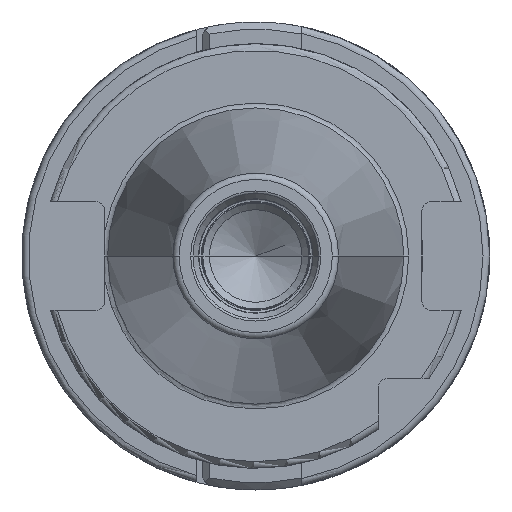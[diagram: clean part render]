
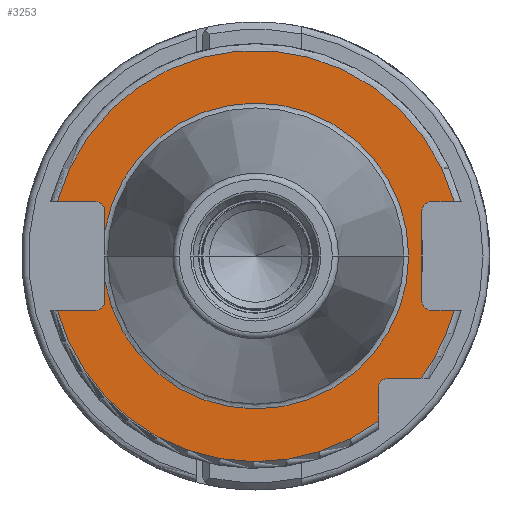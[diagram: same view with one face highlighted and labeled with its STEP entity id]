
A CAD part, left-side view. The second image highlights one B-rep face of the part: STEP entity #3253.
In plain terms, the highlighted planar face has unit normal (-1, 0, 0).
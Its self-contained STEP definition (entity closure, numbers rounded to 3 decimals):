
#105=CARTESIAN_POINT('',(3.2,22.55,-3.842));
#117=CARTESIAN_POINT('',(3.2,0.,0.));
#118=DIRECTION('',(-1.,0.,0.));
#119=DIRECTION('',(0.,0.986,-0.168));
#120=AXIS2_PLACEMENT_3D('',#117,#118,#119);
#142=CARTESIAN_POINT('',(3.2,23.9,-6.75));
#143=DIRECTION('',(1.,0.,0.));
#144=DIRECTION('',(0.,-1.,0.));
#145=AXIS2_PLACEMENT_3D('',#142,#143,#144);
#199=CARTESIAN_POINT('',(3.2,23.9,6.75));
#200=DIRECTION('',(1.,0.,0.));
#201=DIRECTION('',(0.,0.,1.));
#202=AXIS2_PLACEMENT_3D('',#199,#200,#201);
#244=CARTESIAN_POINT('',(3.2,-26.2,6.75));
#245=DIRECTION('',(1.,0.,0.));
#246=DIRECTION('',(0.,1.,0.));
#247=AXIS2_PLACEMENT_3D('',#244,#245,#246);
#898=CARTESIAN_POINT('',(3.2,-26.2,-6.75));
#899=DIRECTION('',(1.,0.,0.));
#900=DIRECTION('',(0.,0.,-1.));
#901=AXIS2_PLACEMENT_3D('',#898,#899,#900);
#965=DIRECTION('',(0.,0.,-1.));
#966=VECTOR('',#965,2.908);
#967=CARTESIAN_POINT('',(3.2,22.55,6.75));
#968=LINE('',#967,#966);
#969=DIRECTION('',(0.,-1.,0.));
#970=VECTOR('',#969,5.777);
#971=CARTESIAN_POINT('',(3.2,29.677,8.1));
#972=LINE('',#971,#970);
#973=CARTESIAN_POINT('',(3.2,0.,0.));
#974=DIRECTION('',(1.,0.,0.));
#975=DIRECTION('',(0.,0.965,0.263));
#976=AXIS2_PLACEMENT_3D('',#973,#974,#975);
#978=DIRECTION('',(0.,1.,0.));
#979=VECTOR('',#978,3.477);
#980=CARTESIAN_POINT('',(3.2,-29.677,8.1));
#981=LINE('',#980,#979);
#982=DIRECTION('',(0.,0.,1.));
#983=VECTOR('',#982,13.5);
#984=CARTESIAN_POINT('',(3.2,-24.85,-6.75));
#985=LINE('',#984,#983);
#986=DIRECTION('',(0.,1.,0.));
#987=VECTOR('',#986,3.477);
#988=CARTESIAN_POINT('',(3.2,-29.677,-8.1));
#989=LINE('',#988,#987);
#990=CARTESIAN_POINT('',(3.2,0.,0.));
#991=DIRECTION('',(-1.,0.,0.));
#992=DIRECTION('',(0.,-0.803,-0.597));
#993=AXIS2_PLACEMENT_3D('',#990,#991,#992);
#995=DIRECTION('',(0.,-1.,0.));
#996=VECTOR('',#995,4.99);
#997=CARTESIAN_POINT('',(3.2,-19.7,-18.35));
#998=LINE('',#997,#996);
#999=DIRECTION('',(0.,0.,1.));
#1000=VECTOR('',#999,4.99);
#1001=CARTESIAN_POINT('',(3.2,-18.35,-24.69));
#1002=LINE('',#1001,#1000);
#1003=CARTESIAN_POINT('',(3.2,0.,0.));
#1004=DIRECTION('',(-1.,0.,0.));
#1005=DIRECTION('',(0.,0.965,-0.263));
#1006=AXIS2_PLACEMENT_3D('',#1003,#1004,#1005);
#1008=DIRECTION('',(0.,-1.,0.));
#1009=VECTOR('',#1008,5.777);
#1010=CARTESIAN_POINT('',(3.2,29.677,-8.1));
#1011=LINE('',#1010,#1009);
#1012=DIRECTION('',(0.,0.,-1.));
#1013=VECTOR('',#1012,2.908);
#1014=CARTESIAN_POINT('',(3.2,22.55,-3.842));
#1015=LINE('',#1014,#1013);
#1025=CARTESIAN_POINT('',(3.2,29.677,8.1));
#1032=CARTESIAN_POINT('',(3.2,-29.677,8.1));
#1452=CARTESIAN_POINT('',(3.2,29.677,-8.1));
#1488=CARTESIAN_POINT('',(3.2,-29.677,-8.1));
#1515=CARTESIAN_POINT('',(3.2,-19.7,-19.7));
#1516=DIRECTION('',(1.,0.,0.));
#1517=DIRECTION('',(0.,1.,0.));
#1518=AXIS2_PLACEMENT_3D('',#1515,#1516,#1517);
#1586=CARTESIAN_POINT('',(3.2,22.55,3.842));
#1597=CARTESIAN_POINT('',(3.2,0.,0.));
#1598=DIRECTION('',(1.,0.,0.));
#1599=DIRECTION('',(0.,0.986,0.168));
#1600=AXIS2_PLACEMENT_3D('',#1597,#1598,#1599);
#1820=CARTESIAN_POINT('',(3.2,-22.875,0.));
#1822=VERTEX_POINT('',#1820);
#1962=VERTEX_POINT('',#1586);
#1964=VERTEX_POINT('',#105);
#1967=VERTEX_POINT('',#1025);
#1968=VERTEX_POINT('',#1032);
#1971=VERTEX_POINT('',#1452);
#1972=VERTEX_POINT('',#1488);
#1987=CARTESIAN_POINT('',(3.2,-18.35,-24.69));
#1988=VERTEX_POINT('',#1987);
#1990=CARTESIAN_POINT('',(3.2,23.9,-8.1));
#1992=VERTEX_POINT('',#1990);
#1994=CARTESIAN_POINT('',(3.2,23.9,8.1));
#1996=VERTEX_POINT('',#1994);
#1998=CARTESIAN_POINT('',(3.2,-24.85,-6.75));
#2000=VERTEX_POINT('',#1998);
#2002=CARTESIAN_POINT('',(3.2,-26.2,-8.1));
#2004=VERTEX_POINT('',#2002);
#2006=CARTESIAN_POINT('',(3.2,-26.2,8.1));
#2008=VERTEX_POINT('',#2006);
#2010=CARTESIAN_POINT('',(3.2,-24.85,6.75));
#2012=VERTEX_POINT('',#2010);
#2019=CARTESIAN_POINT('',(3.2,22.55,6.75));
#2020=VERTEX_POINT('',#2019);
#2021=CARTESIAN_POINT('',(3.2,22.55,-6.75));
#2022=VERTEX_POINT('',#2021);
#2023=CARTESIAN_POINT('',(3.2,-19.7,-18.35));
#2024=CARTESIAN_POINT('',(3.2,-24.69,-18.35));
#2025=VERTEX_POINT('',#2023);
#2026=VERTEX_POINT('',#2024);
#2027=CARTESIAN_POINT('',(3.2,-18.35,-19.7));
#2028=VERTEX_POINT('',#2027);
#3220=CARTESIAN_POINT('',(3.2,0.,0.));
#3221=DIRECTION('',(1.,0.,0.));
#3222=DIRECTION('',(0.,-1.,0.));
#3223=AXIS2_PLACEMENT_3D('',#3220,#3221,#3222);
#3224=PLANE('',#3223);
#3225=ORIENTED_EDGE('',*,*,#2333,.F.);
#3226=ORIENTED_EDGE('',*,*,#2419,.F.);
#3227=ORIENTED_EDGE('',*,*,#2454,.F.);
#3229=ORIENTED_EDGE('',*,*,#3228,.T.);
#3230=ORIENTED_EDGE('',*,*,#2480,.T.);
#3231=ORIENTED_EDGE('',*,*,#2516,.F.);
#3232=ORIENTED_EDGE('',*,*,#2532,.F.);
#3233=ORIENTED_EDGE('',*,*,#3119,.F.);
#3234=ORIENTED_EDGE('',*,*,#3153,.F.);
#3236=ORIENTED_EDGE('',*,*,#3235,.F.);
#3238=ORIENTED_EDGE('',*,*,#3237,.F.);
#3240=ORIENTED_EDGE('',*,*,#3239,.F.);
#3242=ORIENTED_EDGE('',*,*,#3241,.F.);
#3244=ORIENTED_EDGE('',*,*,#3243,.F.);
#3245=ORIENTED_EDGE('',*,*,#3193,.T.);
#3246=ORIENTED_EDGE('',*,*,#2351,.F.);
#3247=ORIENTED_EDGE('',*,*,#2338,.F.);
#3248=ORIENTED_EDGE('',*,*,#2301,.T.);
#3250=ORIENTED_EDGE('',*,*,#3249,.F.);
#3251=EDGE_LOOP('',(#3225,#3226,#3227,#3229,#3230,#3231,#3232,#3233,#3234,#3236,
#3238,#3240,#3242,#3244,#3245,#3246,#3247,#3248,#3250));
#3252=FACE_OUTER_BOUND('',#3251,.F.);
#3253=ADVANCED_FACE('',(#3252),#3224,.F.);
#121=CIRCLE('',#120,22.875);
#146=CIRCLE('',#145,1.35);
#203=CIRCLE('',#202,1.35);
#248=CIRCLE('',#247,1.35);
#902=CIRCLE('',#901,1.35);
#977=CIRCLE('',#976,30.763);
#994=CIRCLE('',#993,30.763);
#1007=CIRCLE('',#1006,30.763);
#1519=CIRCLE('',#1518,1.35);
#1601=CIRCLE('',#1600,22.875);
#2301=EDGE_CURVE('',#1964,#1822,#121,.T.);
#2333=EDGE_CURVE('',#2020,#1962,#968,.T.);
#2338=EDGE_CURVE('',#1964,#2022,#1015,.T.);
#2351=EDGE_CURVE('',#2022,#1992,#146,.T.);
#2419=EDGE_CURVE('',#1996,#2020,#203,.T.);
#2454=EDGE_CURVE('',#1967,#1996,#972,.T.);
#2480=EDGE_CURVE('',#1968,#2008,#981,.T.);
#2516=EDGE_CURVE('',#2012,#2008,#248,.T.);
#2532=EDGE_CURVE('',#2000,#2012,#985,.T.);
#3119=EDGE_CURVE('',#2004,#2000,#902,.T.);
#3153=EDGE_CURVE('',#1972,#2004,#989,.T.);
#3193=EDGE_CURVE('',#1971,#1992,#1011,.T.);
#3228=EDGE_CURVE('',#1967,#1968,#977,.T.);
#3235=EDGE_CURVE('',#2026,#1972,#994,.T.);
#3237=EDGE_CURVE('',#2025,#2026,#998,.T.);
#3239=EDGE_CURVE('',#2028,#2025,#1519,.T.);
#3241=EDGE_CURVE('',#1988,#2028,#1002,.T.);
#3243=EDGE_CURVE('',#1971,#1988,#1007,.T.);
#3249=EDGE_CURVE('',#1962,#1822,#1601,.T.);
